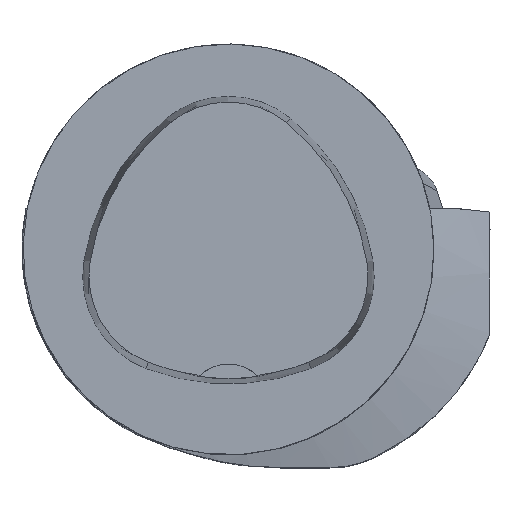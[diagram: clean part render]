
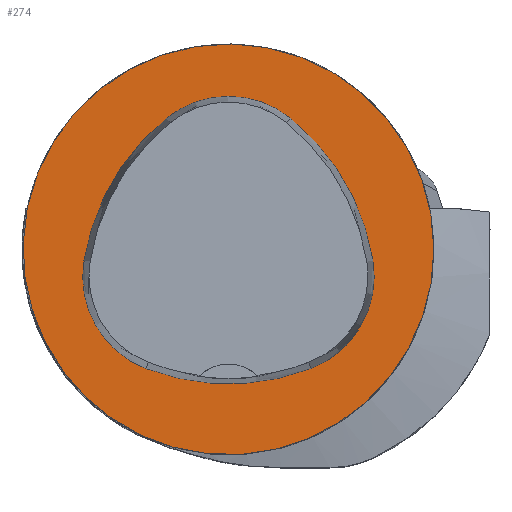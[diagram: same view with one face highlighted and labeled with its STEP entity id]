
A CAD part, top view. The second image highlights one B-rep face of the part: STEP entity #274.
In plain terms, the highlighted planar face has unit normal (0, 0, 1).
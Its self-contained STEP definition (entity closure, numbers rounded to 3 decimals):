
#274=ADVANCED_FACE('',(#654,#655),#346,.T.);
#346=PLANE('',#1814);
#654=FACE_BOUND('',#700,.T.);
#655=FACE_BOUND('',#701,.T.);
#700=EDGE_LOOP('',(#954,#955,#956,#957,#958,#959));
#701=EDGE_LOOP('',(#960));
#954=ORIENTED_EDGE('',*,*,#1504,.F.);
#955=ORIENTED_EDGE('',*,*,#1499,.F.);
#956=ORIENTED_EDGE('',*,*,#1494,.F.);
#957=ORIENTED_EDGE('',*,*,#1491,.F.);
#958=ORIENTED_EDGE('',*,*,#1488,.F.);
#959=ORIENTED_EDGE('',*,*,#1484,.F.);
#960=ORIENTED_EDGE('',*,*,#1474,.T.);
#1300=VERTEX_POINT('',#2705);
#1309=VERTEX_POINT('',#2725);
#1310=VERTEX_POINT('',#2726);
#1313=VERTEX_POINT('',#2734);
#1315=VERTEX_POINT('',#2740);
#1317=VERTEX_POINT('',#2746);
#1321=VERTEX_POINT('',#2759);
#1474=EDGE_CURVE('',#1300,#1300,#1618,.T.);
#1484=EDGE_CURVE('',#1309,#1310,#1619,.T.);
#1488=EDGE_CURVE('',#1310,#1313,#1621,.T.);
#1491=EDGE_CURVE('',#1313,#1315,#1623,.T.);
#1494=EDGE_CURVE('',#1315,#1317,#1625,.T.);
#1499=EDGE_CURVE('',#1317,#1321,#1628,.T.);
#1504=EDGE_CURVE('',#1321,#1309,#1631,.T.);
#1618=CIRCLE('',#1785,25.);
#1619=CIRCLE('',#1792,28.);
#1621=CIRCLE('',#1795,12.);
#1623=CIRCLE('',#1798,28.);
#1625=CIRCLE('',#1801,12.);
#1628=CIRCLE('',#1805,28.);
#1631=CIRCLE('',#1809,12.);
#1785=AXIS2_PLACEMENT_3D('',#2704,#2071,#2072);
#1792=AXIS2_PLACEMENT_3D('',#2724,#2089,#2090);
#1795=AXIS2_PLACEMENT_3D('',#2733,#2097,#2098);
#1798=AXIS2_PLACEMENT_3D('',#2739,#2104,#2105);
#1801=AXIS2_PLACEMENT_3D('',#2745,#2111,#2112);
#1805=AXIS2_PLACEMENT_3D('',#2758,#2120,#2121);
#1809=AXIS2_PLACEMENT_3D('',#2771,#2129,#2130);
#1814=AXIS2_PLACEMENT_3D('',#2776,#2139,#2140);
#2071=DIRECTION('',(0.,0.,1.));
#2072=DIRECTION('',(1.,0.,0.));
#2089=DIRECTION('',(0.,0.,1.));
#2090=DIRECTION('',(1.,0.,0.));
#2097=DIRECTION('',(0.,0.,1.));
#2098=DIRECTION('',(1.,0.,0.));
#2104=DIRECTION('',(0.,0.,1.));
#2105=DIRECTION('',(1.,0.,0.));
#2111=DIRECTION('',(0.,0.,1.));
#2112=DIRECTION('',(1.,0.,0.));
#2120=DIRECTION('',(0.,0.,1.));
#2121=DIRECTION('',(1.,0.,0.));
#2129=DIRECTION('',(0.,0.,1.));
#2130=DIRECTION('',(1.,0.,0.));
#2139=DIRECTION('',(0.,0.,1.));
#2140=DIRECTION('',(-1.,0.,0.));
#2704=CARTESIAN_POINT('',(0.,0.,0.));
#2705=CARTESIAN_POINT('',(25.,0.,0.));
#2724=CARTESIAN_POINT('',(-10.068,-5.824,0.));
#2725=CARTESIAN_POINT('',(17.584,-1.424,0.));
#2726=CARTESIAN_POINT('',(7.531,15.953,0.));
#2733=CARTESIAN_POINT('',(-0.011,6.62,0.));
#2734=CARTESIAN_POINT('',(-7.567,15.942,0.));
#2739=CARTESIAN_POINT('',(10.063,-5.81,0.));
#2740=CARTESIAN_POINT('',(-17.59,-1.418,0.));
#2745=CARTESIAN_POINT('',(-5.739,-3.3,0.));
#2746=CARTESIAN_POINT('',(-10.05,-14.499,0.));
#2758=CARTESIAN_POINT('',(0.01,11.631,0.));
#2759=CARTESIAN_POINT('',(10.025,-14.516,0.));
#2771=CARTESIAN_POINT('',(5.733,-3.31,0.));
#2776=CARTESIAN_POINT('',(0.,0.,0.));
